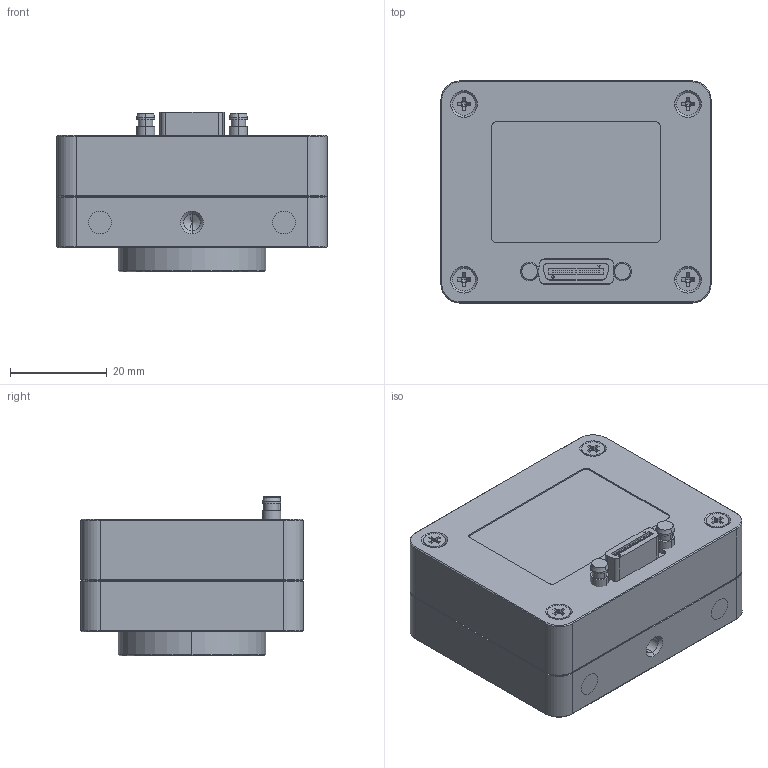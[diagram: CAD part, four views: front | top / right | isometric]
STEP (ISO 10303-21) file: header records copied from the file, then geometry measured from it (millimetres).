
FILE_DESCRIPTION (( 'STEP AP214' ), '1' );
FILE_NAME ('MTN003817.STEP', '2014-08-06T10:04:22', ( '' ), ( '' ), 'SwSTEP 2.0', 'SolidWorks 2014', '' );
FILE_SCHEMA (( 'AUTOMOTIVE_DESIGN' ));
Length unit declared in the file: millimetre
Products named in the file (13): Halter Teil1 WFS20 Baugruppe; Halter Teil2 Baugruppe; Kugel 2mm; Halter Teil2; Magnet3x1; Stift 1x4; Halter Teil1 WFS20; Kamera aus GMK975-002_R023; MTN003817; M0092-0893-0a   Kamera Frontteil mit zusätzlichen Befestigungsgewinden zöllisch; Halter Teil3 TYP300-14AR; Linsenarray; Halter Teil3 Typ300-14AR
Assembly tree (32 placements, depth 4):
  MTN003817
    Kamera aus GMK975-002_R023
    Halter Teil1 WFS20 Baugruppe
      Halter Teil1 WFS20
      Stift 1x4  x7
      Magnet3x1  x6
      Halter Teil2 Baugruppe
        Halter Teil2
        Kugel 2mm  x3
        Magnet3x1  x6
    Halter Teil2 Baugruppe
      Halter Teil2
      Kugel 2mm  x3
      Magnet3x1  x6
    Halter Teil3 TYP300-14AR
      Halter Teil3 Typ300-14AR
      Linsenarray
    M0092-0893-0a   Kamera Frontteil mit zusätzlichen Befestigungsgewinden zöllisch
Bounding box: 56 x 46 x 33.11 mm (x, y, z)
Volume: 72731.6 mm3; surface area: 45165.2 mm2
Topology: 51 solids, 51 shells, 2481 faces, 6532 edges, 3927 vertices
Faces by surface type: plane 1189, cylinder 698, bspline 316, cone 252, sphere 26
Entity records: 101546 total; most frequent: CARTESIAN_POINT 23514, ORIENTED_EDGE 11504, DIRECTION 11404, EDGE_CURVE 5752, AXIS2_PLACEMENT_3D 4075, VERTEX_POINT 3737, VECTOR 3254, LINE 3254
